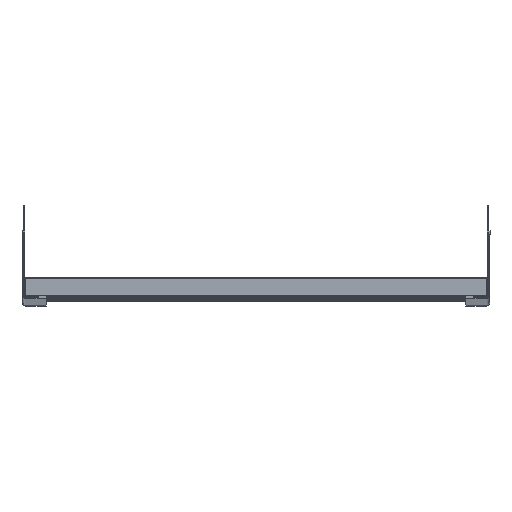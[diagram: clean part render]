
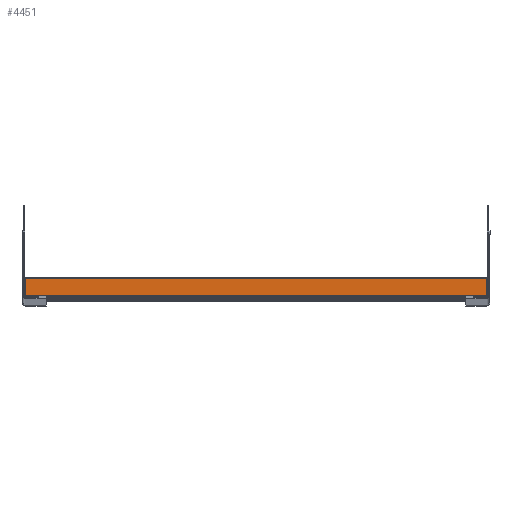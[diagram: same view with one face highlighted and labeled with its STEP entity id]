
A CAD part, top view. The second image highlights one B-rep face of the part: STEP entity #4451.
In plain terms, the highlighted planar face has unit normal (0, 0, 1).
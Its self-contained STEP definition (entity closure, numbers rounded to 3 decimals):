
#119 = LINE ( 'NONE', #5181, #124 ) ;
#124 = VECTOR ( 'NONE', #5187, 1000. ) ;
#1567 = EDGE_LOOP ( 'NONE', ( #2081, #2082, #2083, #2084, #2085, #2086, #2087, #2088 ) ) ;
#2081 = ORIENTED_EDGE ( 'NONE', *, *, #10792, .F. ) ;
#2082 = ORIENTED_EDGE ( 'NONE', *, *, #10808, .F. ) ;
#2083 = ORIENTED_EDGE ( 'NONE', *, *, #10791, .T. ) ;
#2084 = ORIENTED_EDGE ( 'NONE', *, *, #10469, .F. ) ;
#2085 = ORIENTED_EDGE ( 'NONE', *, *, #7921, .F. ) ;
#2086 = ORIENTED_EDGE ( 'NONE', *, *, #10470, .F. ) ;
#2087 = ORIENTED_EDGE ( 'NONE', *, *, #10790, .T. ) ;
#2088 = ORIENTED_EDGE ( 'NONE', *, *, #10794, .T. ) ;
#2986 = LINE ( 'NONE', #3840, #2997 ) ;
#2996 = LINE ( 'NONE', #3855, #2999 ) ;
#2997 = VECTOR ( 'NONE', #3854, 1000. ) ;
#2999 = VECTOR ( 'NONE', #3857, 1000. ) ;
#3238 = CARTESIAN_POINT ( 'NONE',  ( -377.7, -19.309, 1377.21 ) ) ;
#3239 = CARTESIAN_POINT ( 'NONE',  ( 1., -19.309, 1377.21 ) ) ;
#3366 = CARTESIAN_POINT ( 'NONE',  ( -384.5, -19.309, 1377.21 ) ) ;
#3371 = CARTESIAN_POINT ( 'NONE',  ( -396., -19.309, 1377.21 ) ) ;
#3375 = CARTESIAN_POINT ( 'NONE',  ( -396., -3.309, 1377.21 ) ) ;
#3378 = CARTESIAN_POINT ( 'NONE',  ( 1., -3.309, 1377.21 ) ) ;
#3840 = CARTESIAN_POINT ( 'NONE',  ( 1., -19.309, 1377.21 ) ) ;
#3854 = DIRECTION ( 'NONE',  ( -1., 0., 0. ) ) ;
#3855 = CARTESIAN_POINT ( 'NONE',  ( 1., -19.309, 1377.21 ) ) ;
#3857 = DIRECTION ( 'NONE',  ( -1., 0., 0. ) ) ;
#4451 = ADVANCED_FACE ( 'NONE', ( #7386 ), #7814, .T. ) ;
#5181 = CARTESIAN_POINT ( 'NONE',  ( 1., -19.309, 1377.21 ) ) ;
#5187 = DIRECTION ( 'NONE',  ( -1., 0., 0. ) ) ;
#5729 = CARTESIAN_POINT ( 'NONE',  ( -10.5, -19.309, 1377.21 ) ) ;
#5732 = CARTESIAN_POINT ( 'NONE',  ( -17.3, -19.309, 1377.21 ) ) ;
#6254 = LINE ( 'NONE', #6483, #6265 ) ;
#6262 = LINE ( 'NONE', #6489, #6267 ) ;
#6264 = LINE ( 'NONE', #6497, #6273 ) ;
#6265 = VECTOR ( 'NONE', #6499, 1000. ) ;
#6266 = LINE ( 'NONE', #6502, #6269 ) ;
#6267 = VECTOR ( 'NONE', #6501, 1000. ) ;
#6269 = VECTOR ( 'NONE', #6503, 1000. ) ;
#6273 = VECTOR ( 'NONE', #6507, 1000. ) ;
#6298 = LINE ( 'NONE', #6534, #6301 ) ;
#6301 = VECTOR ( 'NONE', #6536, 1000. ) ;
#6483 = CARTESIAN_POINT ( 'NONE',  ( 1., -19.309, 1377.21 ) ) ;
#6489 = CARTESIAN_POINT ( 'NONE',  ( 1., -19.309, 1377.21 ) ) ;
#6497 = CARTESIAN_POINT ( 'NONE',  ( 1., -3.309, 1377.21 ) ) ;
#6499 = DIRECTION ( 'NONE',  ( 0., 1., 0. ) ) ;
#6501 = DIRECTION ( 'NONE',  ( 1., 0., 0. ) ) ;
#6502 = CARTESIAN_POINT ( 'NONE',  ( -396., -19.309, 1377.21 ) ) ;
#6503 = DIRECTION ( 'NONE',  ( 0., 1., 0. ) ) ;
#6507 = DIRECTION ( 'NONE',  ( -1., 0., 0. ) ) ;
#6534 = CARTESIAN_POINT ( 'NONE',  ( 1., -19.309, 1377.21 ) ) ;
#6536 = DIRECTION ( 'NONE',  ( -1., 0., 0. ) ) ;
#7386 = FACE_OUTER_BOUND ( 'NONE', #1567, .T. ) ;
#7807 = CARTESIAN_POINT ( 'NONE',  ( 1., -19.309, 1377.21 ) ) ;
#7814 = PLANE ( 'NONE',  #9746 ) ;
#7816 = DIRECTION ( 'NONE',  ( 0., 0., 1. ) ) ;
#7817 = DIRECTION ( 'NONE',  ( 0., -1., 0. ) ) ;
#7921 = EDGE_CURVE ( 'NONE', #9328, #9331, #119, .T. ) ;
#9328 = VERTEX_POINT ( 'NONE', #5729 ) ;
#9331 = VERTEX_POINT ( 'NONE', #5732 ) ;
#9480 = VERTEX_POINT ( 'NONE', #3238 ) ;
#9481 = VERTEX_POINT ( 'NONE', #3239 ) ;
#9608 = VERTEX_POINT ( 'NONE', #3366 ) ;
#9613 = VERTEX_POINT ( 'NONE', #3371 ) ;
#9617 = VERTEX_POINT ( 'NONE', #3375 ) ;
#9620 = VERTEX_POINT ( 'NONE', #3378 ) ;
#9746 = AXIS2_PLACEMENT_3D ( 'NONE', #7807, #7816, #7817 ) ;
#10469 = EDGE_CURVE ( 'NONE', #9331, #9480, #2986, .T. ) ;
#10470 = EDGE_CURVE ( 'NONE', #9481, #9328, #2996, .T. ) ;
#10790 = EDGE_CURVE ( 'NONE', #9481, #9620, #6254, .T. ) ;
#10791 = EDGE_CURVE ( 'NONE', #9608, #9480, #6262, .T. ) ;
#10792 = EDGE_CURVE ( 'NONE', #9613, #9617, #6266, .T. ) ;
#10794 = EDGE_CURVE ( 'NONE', #9620, #9617, #6264, .T. ) ;
#10808 = EDGE_CURVE ( 'NONE', #9608, #9613, #6298, .T. ) ;
